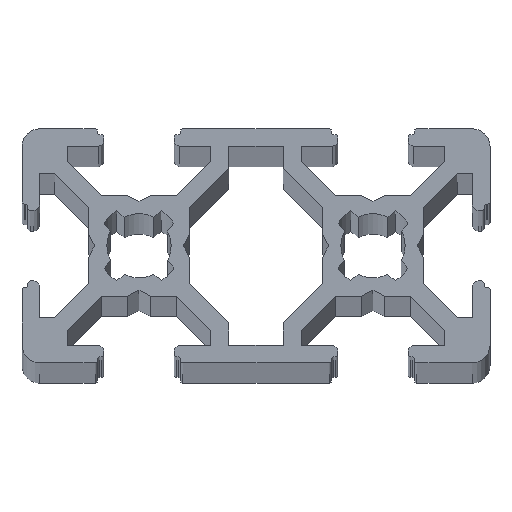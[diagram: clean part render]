
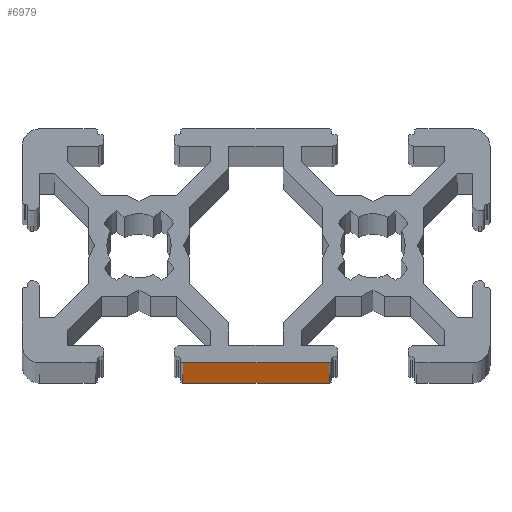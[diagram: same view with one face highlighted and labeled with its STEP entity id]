
A CAD part, top view. The second image highlights one B-rep face of the part: STEP entity #6979.
In plain terms, the highlighted planar face has unit normal (0, -1, 0).
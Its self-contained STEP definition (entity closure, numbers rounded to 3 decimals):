
#1392=CARTESIAN_POINT('',(26.25,0.0,0.0));
#1393=VERTEX_POINT('',#1392);
#1401=CARTESIAN_POINT('',(13.75,0.0,0.0));
#1402=VERTEX_POINT('',#1401);
#1403=CARTESIAN_POINT('',(13.75,0.0,0.0));
#1404=DIRECTION('',(1.0,0.0,0.0));
#1405=VECTOR('',#1404,12.5);
#1406=LINE('',#1403,#1405);
#1407=EDGE_CURVE('',#1402,#1393,#1406,.T.);
#2236=CARTESIAN_POINT('',(13.75,0.0,1000.0));
#2237=VERTEX_POINT('',#2236);
#2245=CARTESIAN_POINT('',(26.25,0.0,1000.0));
#2246=VERTEX_POINT('',#2245);
#2247=CARTESIAN_POINT('',(13.75,0.0,1000.0));
#2248=DIRECTION('',(1.0,0.0,0.0));
#2249=VECTOR('',#2248,12.5);
#2250=LINE('',#2247,#2249);
#2251=EDGE_CURVE('',#2237,#2246,#2250,.T.);
#4316=CARTESIAN_POINT('',(26.25,0.0,1000.0));
#4317=DIRECTION('',(0.0,0.0,-1.0));
#4318=VECTOR('',#4317,1000.0);
#4319=LINE('',#4316,#4318);
#4320=EDGE_CURVE('',#2246,#1393,#4319,.T.);
#6142=CARTESIAN_POINT('',(13.75,0.0,0.0));
#6143=DIRECTION('',(0.0,0.0,1.0));
#6144=VECTOR('',#6143,1000.0);
#6145=LINE('',#6142,#6144);
#6146=EDGE_CURVE('',#1402,#2237,#6145,.T.);
#6968=CARTESIAN_POINT('',(13.55,0.0,0.0));
#6969=DIRECTION('',(0.0,-1.0,0.0));
#6970=DIRECTION('',(1.0,0.0,0.0));
#6971=AXIS2_PLACEMENT_3D('',#6968,#6969,#6970);
#6972=PLANE('',#6971);
#6973=ORIENTED_EDGE('',*,*,#4320,.F.);
#6974=ORIENTED_EDGE('',*,*,#2251,.F.);
#6975=ORIENTED_EDGE('',*,*,#6146,.F.);
#6976=ORIENTED_EDGE('',*,*,#1407,.T.);
#6977=EDGE_LOOP('',(#6973,#6974,#6975,#6976));
#6978=FACE_OUTER_BOUND('',#6977,.T.);
#6979=ADVANCED_FACE('',(#6978),#6972,.T.);
